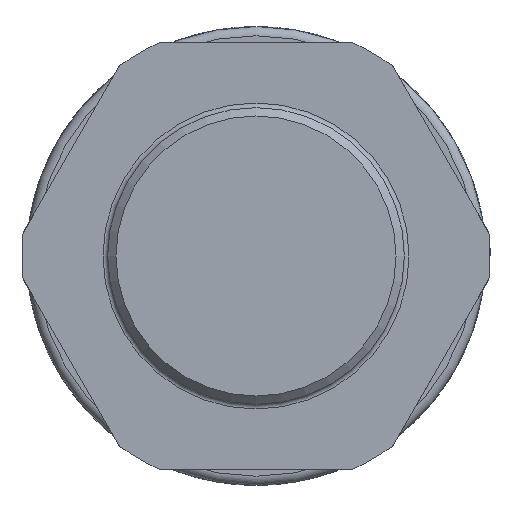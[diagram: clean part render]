
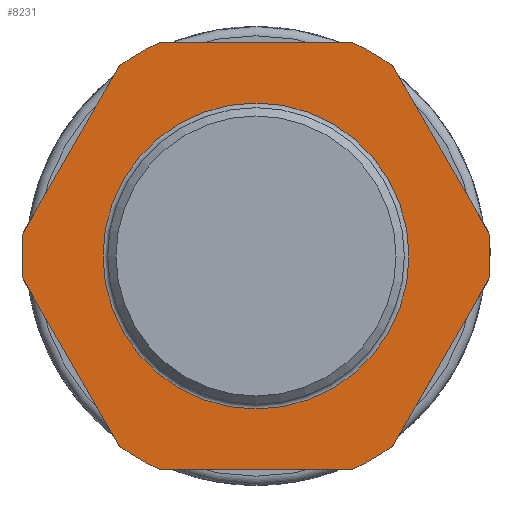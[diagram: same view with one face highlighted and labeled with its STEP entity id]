
A CAD part, left-side view. The second image highlights one B-rep face of the part: STEP entity #8231.
In plain terms, the highlighted planar face has unit normal (-1, 0, 0).
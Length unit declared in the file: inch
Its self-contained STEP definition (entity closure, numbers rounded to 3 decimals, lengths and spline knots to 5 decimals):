
#226=FACE_BOUND('',#1847,.T.);
#742=LINE('',#12071,#1027);
#745=LINE('',#12101,#1030);
#748=LINE('',#12131,#1033);
#751=LINE('',#12161,#1036);
#754=LINE('',#12181,#1039);
#757=LINE('',#12224,#1042);
#1027=VECTOR('',#9743,0.3937);
#1030=VECTOR('',#9748,0.3937);
#1033=VECTOR('',#9753,0.3937);
#1036=VECTOR('',#9758,0.3937);
#1039=VECTOR('',#9763,0.3937);
#1042=VECTOR('',#9768,0.3937);
#1416=FACE_OUTER_BOUND('',#1846,.T.);
#1846=EDGE_LOOP('',(#5181,#5182,#5183,#5184,#5185,#5186,#5187,#5188,#5189,
#5190,#5191,#5192));
#1847=EDGE_LOOP('',(#5193,#5194));
#2283=CIRCLE('',#8703,0.99409);
#2284=CIRCLE('',#8705,0.99409);
#2287=CIRCLE('',#8709,0.99409);
#2289=CIRCLE('',#8712,0.99409);
#2291=CIRCLE('',#8715,0.99409);
#2292=CIRCLE('',#8717,0.99409);
#2297=CIRCLE('',#8724,0.64961);
#2298=CIRCLE('',#8725,0.64961);
#2865=VERTEX_POINT('',#12068);
#2866=VERTEX_POINT('',#12070);
#2869=VERTEX_POINT('',#12098);
#2870=VERTEX_POINT('',#12100);
#2873=VERTEX_POINT('',#12128);
#2874=VERTEX_POINT('',#12130);
#2877=VERTEX_POINT('',#12158);
#2878=VERTEX_POINT('',#12160);
#2881=VERTEX_POINT('',#12178);
#2882=VERTEX_POINT('',#12180);
#2886=VERTEX_POINT('',#12221);
#2887=VERTEX_POINT('',#12223);
#2890=VERTEX_POINT('',#12251);
#2891=VERTEX_POINT('',#12252);
#3780=EDGE_CURVE('',#2866,#2865,#742,.T.);
#3784=EDGE_CURVE('',#2870,#2869,#745,.T.);
#3788=EDGE_CURVE('',#2874,#2873,#748,.T.);
#3792=EDGE_CURVE('',#2878,#2877,#751,.T.);
#3796=EDGE_CURVE('',#2882,#2881,#754,.T.);
#3801=EDGE_CURVE('',#2887,#2886,#757,.T.);
#3804=EDGE_CURVE('',#2887,#2881,#2283,.T.);
#3805=EDGE_CURVE('',#2874,#2877,#2284,.T.);
#3808=EDGE_CURVE('',#2882,#2873,#2287,.T.);
#3810=EDGE_CURVE('',#2878,#2869,#2289,.T.);
#3812=EDGE_CURVE('',#2870,#2865,#2291,.T.);
#3813=EDGE_CURVE('',#2866,#2886,#2292,.T.);
#3818=EDGE_CURVE('',#2890,#2891,#2297,.T.);
#3819=EDGE_CURVE('',#2891,#2890,#2298,.T.);
#5181=ORIENTED_EDGE('',*,*,#3780,.T.);
#5182=ORIENTED_EDGE('',*,*,#3812,.F.);
#5183=ORIENTED_EDGE('',*,*,#3784,.T.);
#5184=ORIENTED_EDGE('',*,*,#3810,.F.);
#5185=ORIENTED_EDGE('',*,*,#3792,.T.);
#5186=ORIENTED_EDGE('',*,*,#3805,.F.);
#5187=ORIENTED_EDGE('',*,*,#3788,.T.);
#5188=ORIENTED_EDGE('',*,*,#3808,.F.);
#5189=ORIENTED_EDGE('',*,*,#3796,.T.);
#5190=ORIENTED_EDGE('',*,*,#3804,.F.);
#5191=ORIENTED_EDGE('',*,*,#3801,.T.);
#5192=ORIENTED_EDGE('',*,*,#3813,.F.);
#5193=ORIENTED_EDGE('',*,*,#3818,.T.);
#5194=ORIENTED_EDGE('',*,*,#3819,.T.);
#7720=PLANE('',#8723);
#8231=ADVANCED_FACE('',(#1416,#226),#7720,.T.);
#8703=AXIS2_PLACEMENT_3D('',#12228,#9774,#9775);
#8705=AXIS2_PLACEMENT_3D('',#12230,#9778,#9779);
#8709=AXIS2_PLACEMENT_3D('',#12234,#9786,#9787);
#8712=AXIS2_PLACEMENT_3D('',#12237,#9792,#9793);
#8715=AXIS2_PLACEMENT_3D('',#12240,#9798,#9799);
#8717=AXIS2_PLACEMENT_3D('',#12242,#9802,#9803);
#8723=AXIS2_PLACEMENT_3D('',#12250,#9814,#9815);
#8724=AXIS2_PLACEMENT_3D('',#12253,#9816,#9817);
#8725=AXIS2_PLACEMENT_3D('',#12254,#9818,#9819);
#9743=DIRECTION('',(0.,-0.5,-0.866));
#9748=DIRECTION('',(0.,-1.,0.));
#9753=DIRECTION('',(0.,0.5,0.866));
#9758=DIRECTION('',(0.,-0.5,0.866));
#9763=DIRECTION('',(0.,1.,0.));
#9768=DIRECTION('',(0.,0.5,-0.866));
#9774=DIRECTION('center_axis',(1.,0.,0.));
#9775=DIRECTION('ref_axis',(0.,0.,-1.));
#9778=DIRECTION('center_axis',(1.,0.,0.));
#9779=DIRECTION('ref_axis',(0.,0.,-1.));
#9786=DIRECTION('center_axis',(1.,0.,0.));
#9787=DIRECTION('ref_axis',(0.,0.,-1.));
#9792=DIRECTION('center_axis',(1.,0.,0.));
#9793=DIRECTION('ref_axis',(0.,0.,-1.));
#9798=DIRECTION('center_axis',(1.,0.,0.));
#9799=DIRECTION('ref_axis',(0.,0.,-1.));
#9802=DIRECTION('center_axis',(1.,0.,0.));
#9803=DIRECTION('ref_axis',(0.,0.,-1.));
#9814=DIRECTION('center_axis',(-1.,0.,0.));
#9815=DIRECTION('ref_axis',(0.,0.,1.));
#9816=DIRECTION('center_axis',(1.,0.,0.));
#9817=DIRECTION('ref_axis',(0.,0.,-1.));
#9818=DIRECTION('center_axis',(1.,0.,0.));
#9819=DIRECTION('ref_axis',(0.,0.,-1.));
#12068=CARTESIAN_POINT('',(0.07008,0.57909,-0.80801));
#12070=CARTESIAN_POINT('',(0.07008,0.9893,-0.0975));
#12071=CARTESIAN_POINT('',(0.07008,1.01101,-0.0599));
#12098=CARTESIAN_POINT('',(0.07008,-0.41021,-0.90551));
#12100=CARTESIAN_POINT('',(0.07008,0.41021,-0.90551));
#12101=CARTESIAN_POINT('',(0.07008,0.70215,-0.90551));
#12128=CARTESIAN_POINT('',(0.07008,-0.57909,0.80801));
#12130=CARTESIAN_POINT('',(0.07008,-0.9893,0.0975));
#12131=CARTESIAN_POINT('',(0.07008,-0.76249,0.49036));
#12158=CARTESIAN_POINT('',(0.07008,-0.9893,-0.0975));
#12160=CARTESIAN_POINT('',(0.07008,-0.57909,-0.80801));
#12161=CARTESIAN_POINT('',(0.07008,-0.55738,-0.84561));
#12178=CARTESIAN_POINT('',(0.07008,0.41021,0.90551));
#12180=CARTESIAN_POINT('',(0.07008,-0.41021,0.90551));
#12181=CARTESIAN_POINT('',(0.07008,0.29194,0.90551));
#12221=CARTESIAN_POINT('',(0.07008,0.9893,0.0975));
#12223=CARTESIAN_POINT('',(0.07008,0.57909,0.80801));
#12224=CARTESIAN_POINT('',(0.07008,0.80591,0.41515));
#12228=CARTESIAN_POINT('Origin',(0.07008,0.,0.));
#12230=CARTESIAN_POINT('Origin',(0.07008,0.,0.));
#12234=CARTESIAN_POINT('Origin',(0.07008,0.,0.));
#12237=CARTESIAN_POINT('Origin',(0.07008,0.,0.));
#12240=CARTESIAN_POINT('Origin',(0.07008,0.,0.));
#12242=CARTESIAN_POINT('Origin',(0.07008,0.,0.));
#12250=CARTESIAN_POINT('Origin',(0.07008,0.99409,0.));
#12251=CARTESIAN_POINT('',(0.07008,0.64961,0.));
#12252=CARTESIAN_POINT('',(0.07008,0.,0.64961));
#12253=CARTESIAN_POINT('Origin',(0.07008,0.,0.));
#12254=CARTESIAN_POINT('Origin',(0.07008,0.,0.));
